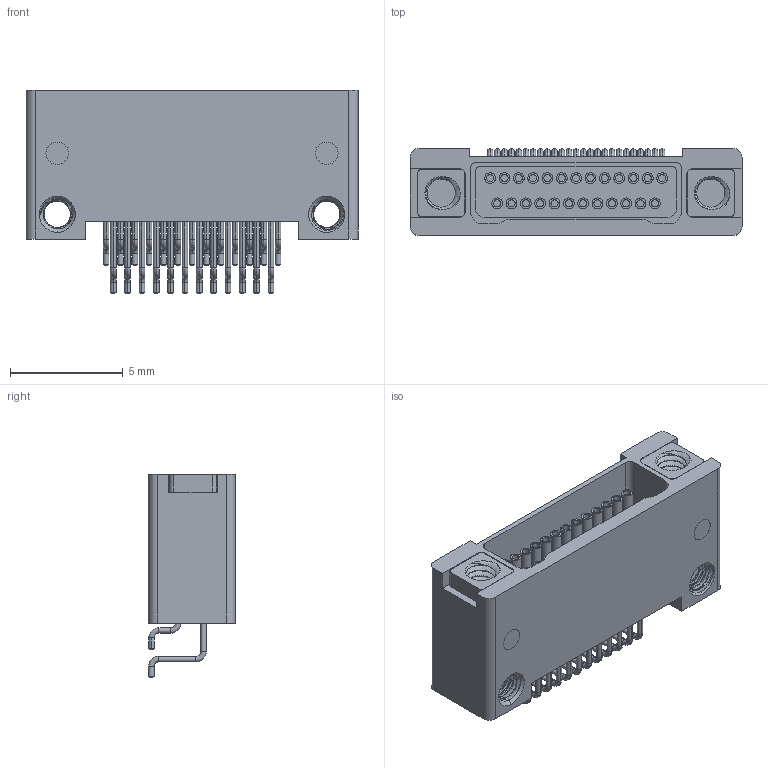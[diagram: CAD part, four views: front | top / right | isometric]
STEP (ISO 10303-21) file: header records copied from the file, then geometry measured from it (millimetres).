
FILE_DESCRIPTION((''),'2;1');
FILE_NAME('J63A-2D2-025-221-TH','2026-02-02T',('gongcheng6'),(''),'PRO/ENGINEER BY PARAMETRIC TECHNOLOGY CORPORATION, 2010280','PRO/ENGINEER BY PARAMETRIC TECHNOLOGY CORPORATION, 2010280','');
FILE_SCHEMA(('CONFIG_CONTROL_DESIGN'));
Products named in the file (1): J63A-2D2-025-221-TH
Bounding box: 14.71 x 3.87 x 9.03 mm (x, y, z)
Volume: 238.8 mm3; surface area: 845.5 mm2
Topology: 1 solids, 1 shells, 736 faces, 1785 edges, 1140 vertices
Faces by surface type: cylinder 430, plane 134, torus 100, cone 64, bspline 8
Entity records: 40903 total; most frequent: CARTESIAN_POINT 23431, DIRECTION 3805, ORIENTED_EDGE 3570, EDGE_CURVE 1785, AXIS2_PLACEMENT_3D 1594, VERTEX_POINT 1140, CIRCLE 866, EDGE_LOOP 829
